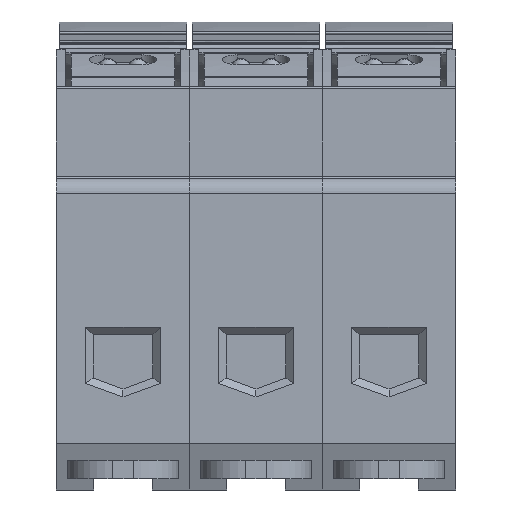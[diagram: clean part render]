
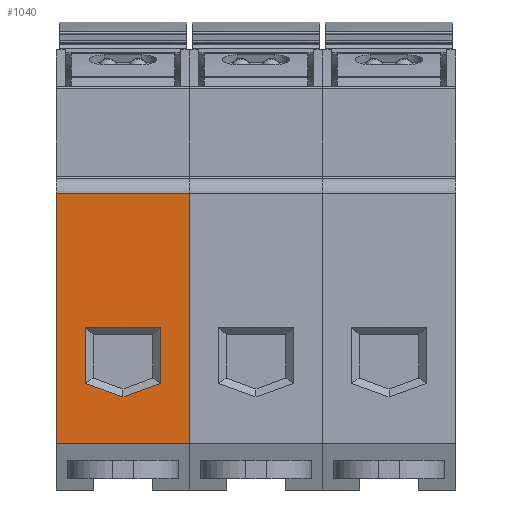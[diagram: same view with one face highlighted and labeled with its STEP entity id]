
A CAD part, front view. The second image highlights one B-rep face of the part: STEP entity #1040.
In plain terms, the highlighted planar face has unit normal (0, -1, 0).
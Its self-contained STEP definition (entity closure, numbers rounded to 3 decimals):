
#985=AXIS2_PLACEMENT_3D('Plane Axis2P3D',#982,#983,#984) ;
#252=CARTESIAN_POINT('Vertex',(0.,6.,6.2)) ;
#255=CARTESIAN_POINT('Line Origine',(0.,6.,22.95)) ;
#259=CARTESIAN_POINT('Vertex',(0.,6.,39.7)) ;
#474=CARTESIAN_POINT('Vertex',(17.8,6.,39.7)) ;
#477=CARTESIAN_POINT('Line Origine',(17.8,6.,22.95)) ;
#481=CARTESIAN_POINT('Vertex',(17.8,6.,6.2)) ;
#970=CARTESIAN_POINT('Line Origine',(8.9,6.,39.7)) ;
#982=CARTESIAN_POINT('Axis2P3D Location',(0.,6.,6.2)) ;
#987=CARTESIAN_POINT('Line Origine',(8.9,6.,6.2)) ;
#998=CARTESIAN_POINT('Line Origine',(8.9,6.,21.775)) ;
#1002=CARTESIAN_POINT('Vertex',(13.9,6.,21.775)) ;
#1004=CARTESIAN_POINT('Vertex',(3.9,6.,21.775)) ;
#1007=CARTESIAN_POINT('Line Origine',(13.9,6.,18.025)) ;
#1011=CARTESIAN_POINT('Vertex',(13.9,6.,14.275)) ;
#1014=CARTESIAN_POINT('Line Origine',(11.4,6.,13.365)) ;
#1018=CARTESIAN_POINT('Vertex',(8.9,6.,12.455)) ;
#1021=CARTESIAN_POINT('Line Origine',(6.4,6.,13.365)) ;
#1025=CARTESIAN_POINT('Vertex',(3.9,6.,14.275)) ;
#1028=CARTESIAN_POINT('Line Origine',(3.9,6.,18.025)) ;
#256=DIRECTION('Vector Direction',(0.,0.,1.)) ;
#478=DIRECTION('Vector Direction',(0.,0.,1.)) ;
#971=DIRECTION('Vector Direction',(1.,0.,0.)) ;
#983=DIRECTION('Axis2P3D Direction',(0.,1.,0.)) ;
#984=DIRECTION('Axis2P3D XDirection',(0.,0.,1.)) ;
#988=DIRECTION('Vector Direction',(1.,0.,0.)) ;
#999=DIRECTION('Vector Direction',(1.,0.,0.)) ;
#1008=DIRECTION('Vector Direction',(0.,0.,-1.)) ;
#1015=DIRECTION('Vector Direction',(-0.94,0.,-0.342)) ;
#1022=DIRECTION('Vector Direction',(-0.94,0.,0.342)) ;
#1029=DIRECTION('Vector Direction',(0.,0.,1.)) ;
#257=VECTOR('Line Direction',#256,1.) ;
#479=VECTOR('Line Direction',#478,1.) ;
#972=VECTOR('Line Direction',#971,1.) ;
#989=VECTOR('Line Direction',#988,1.) ;
#1000=VECTOR('Line Direction',#999,1.) ;
#1009=VECTOR('Line Direction',#1008,1.) ;
#1016=VECTOR('Line Direction',#1015,1.) ;
#1023=VECTOR('Line Direction',#1022,1.) ;
#1030=VECTOR('Line Direction',#1029,1.) ;
#993=ORIENTED_EDGE('',*,*,#974,.F.) ;
#994=ORIENTED_EDGE('',*,*,#261,.T.) ;
#995=ORIENTED_EDGE('',*,*,#991,.T.) ;
#996=ORIENTED_EDGE('',*,*,#483,.F.) ;
#1034=ORIENTED_EDGE('',*,*,#1006,.F.) ;
#1035=ORIENTED_EDGE('',*,*,#1013,.F.) ;
#1036=ORIENTED_EDGE('',*,*,#1020,.F.) ;
#1037=ORIENTED_EDGE('',*,*,#1027,.F.) ;
#1038=ORIENTED_EDGE('',*,*,#1032,.F.) ;
#1039=FACE_BOUND('',#1033,.T.) ;
#1040=ADVANCED_FACE('ISGH',(#997,#1039),#986,.F.) ;
#261=EDGE_CURVE('',#260,#253,#258,.F.) ;
#483=EDGE_CURVE('',#475,#482,#480,.F.) ;
#974=EDGE_CURVE('',#260,#475,#973,.T.) ;
#991=EDGE_CURVE('',#253,#482,#990,.T.) ;
#1006=EDGE_CURVE('',#1003,#1005,#1001,.F.) ;
#1013=EDGE_CURVE('',#1012,#1003,#1010,.F.) ;
#1020=EDGE_CURVE('',#1019,#1012,#1017,.F.) ;
#1027=EDGE_CURVE('',#1026,#1019,#1024,.F.) ;
#1032=EDGE_CURVE('',#1005,#1026,#1031,.F.) ;
#992=EDGE_LOOP('',(#993,#994,#995,#996)) ;
#1033=EDGE_LOOP('',(#1034,#1035,#1036,#1037,#1038)) ;
#997=FACE_OUTER_BOUND('',#992,.T.) ;
#258=LINE('Line',#255,#257) ;
#480=LINE('Line',#477,#479) ;
#973=LINE('Line',#970,#972) ;
#990=LINE('Line',#987,#989) ;
#1001=LINE('Line',#998,#1000) ;
#1010=LINE('Line',#1007,#1009) ;
#1017=LINE('Line',#1014,#1016) ;
#1024=LINE('Line',#1021,#1023) ;
#1031=LINE('Line',#1028,#1030) ;
#986=PLANE('',#985) ;
#253=VERTEX_POINT('',#252) ;
#260=VERTEX_POINT('',#259) ;
#475=VERTEX_POINT('',#474) ;
#482=VERTEX_POINT('',#481) ;
#1003=VERTEX_POINT('',#1002) ;
#1005=VERTEX_POINT('',#1004) ;
#1012=VERTEX_POINT('',#1011) ;
#1019=VERTEX_POINT('',#1018) ;
#1026=VERTEX_POINT('',#1025) ;
